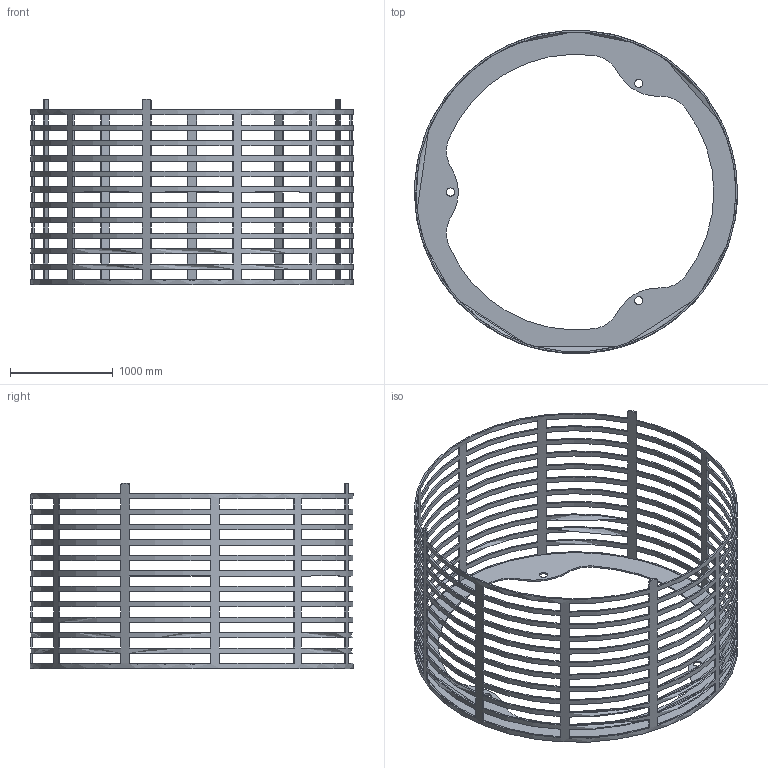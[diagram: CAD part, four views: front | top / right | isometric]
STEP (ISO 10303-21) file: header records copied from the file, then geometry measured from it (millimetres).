
FILE_DESCRIPTION(/* description */ (''),/* implementation_level */ '2;1');
FILE_NAME(/* name */ '14095.000X_3D.stp',/* time_stamp */ '2024-12-11T14:51:35+01:00',/* author */ ('CAD'),/* organization */ (''),/* preprocessor_version */ 'ST-DEVELOPER v20',/* originating_system */ 'AutoCAD Mechanical',/* authorisation */ '');
FILE_SCHEMA (('AUTOMOTIVE_DESIGN { 1 0 10303 214 3 1 1 }'));
Length unit declared in the file: centimetre
Products named in the file (2): Product; *S0
Assembly tree (1 placements, depth 2):
  Product
    *S0
Bounding box: 3140 x 3140 x 1800 mm (x, y, z)
Volume: 138149134.1 mm3; surface area: 22293151.9 mm2
Topology: 2 solids, 2 shells, 523 faces, 1626 edges, 1084 vertices
Faces by surface type: plane 499, cylinder 24
Full cylindrical faces by diameter (mm): 80 x3, 3110 x2, 3140 x1
Entity records: 19002 total; most frequent: CARTESIAN_POINT 3440, ORIENTED_EDGE 3252, DIRECTION 3242, EDGE_CURVE 1626, AXIS2_PLACEMENT_3D 1102, VERTEX_POINT 1084, LINE 1038, VECTOR 1038
